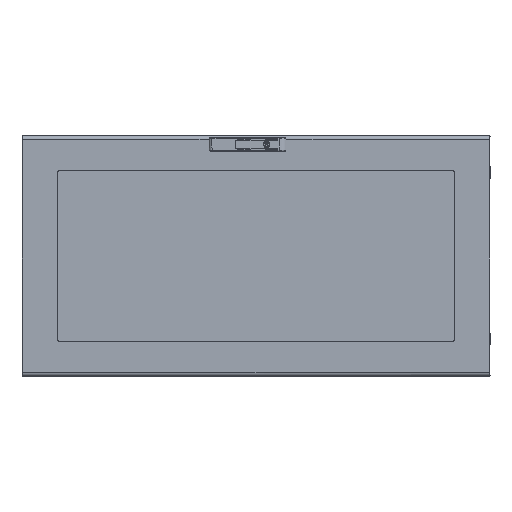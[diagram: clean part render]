
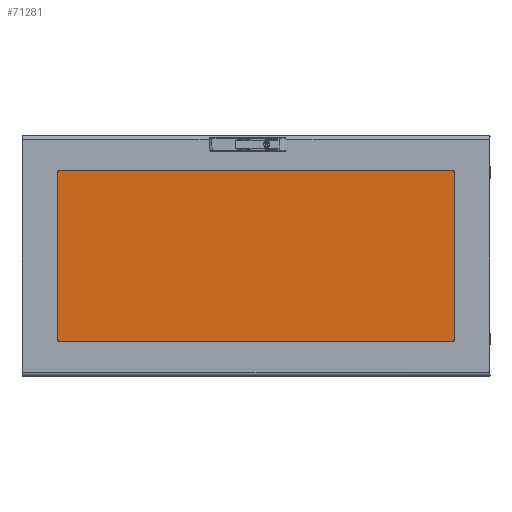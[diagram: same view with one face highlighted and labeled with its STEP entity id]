
A CAD part, top view. The second image highlights one B-rep face of the part: STEP entity #71281.
In plain terms, the highlighted planar face has unit normal (0, 0, 1).
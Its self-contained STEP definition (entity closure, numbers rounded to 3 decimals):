
#8307 = LINE ( 'NONE', #8330, #75696 ) ;
#8326 = LINE ( 'NONE', #8357, #75701 ) ;
#8330 = CARTESIAN_POINT ( 'NONE',  ( -510., 230., 4. ) ) ;
#8333 = LINE ( 'NONE', #8377, #75710 ) ;
#8335 = DIRECTION ( 'NONE',  ( 0., -1., 0. ) ) ;
#8357 = CARTESIAN_POINT ( 'NONE',  ( -510., -230., 4. ) ) ;
#8361 = DIRECTION ( 'NONE',  ( 1., 0., 0. ) ) ;
#8377 = CARTESIAN_POINT ( 'NONE',  ( 510., 230., 4. ) ) ;
#8381 = DIRECTION ( 'NONE',  ( 0., 1., 0. ) ) ;
#8390 = LINE ( 'NONE', #8393, #75725 ) ;
#8393 = CARTESIAN_POINT ( 'NONE',  ( -510., 230., 4. ) ) ;
#8395 = DIRECTION ( 'NONE',  ( -1., 0., 0. ) ) ;
#20314 = ORIENTED_EDGE ( 'NONE', *, *, #120917, .T. ) ;
#20316 = ORIENTED_EDGE ( 'NONE', *, *, #120921, .T. ) ;
#20318 = ORIENTED_EDGE ( 'NONE', *, *, #120924, .T. ) ;
#20320 = ORIENTED_EDGE ( 'NONE', *, *, #120926, .T. ) ;
#49527 = CARTESIAN_POINT ( 'NONE',  ( -510., -230., 4. ) ) ;
#49551 = FACE_OUTER_BOUND ( 'NONE', #87859, .T. ) ;
#49554 = PLANE ( 'NONE',  #75359 ) ;
#49560 = DIRECTION ( 'NONE',  ( 0., 0., 1. ) ) ;
#49563 = DIRECTION ( 'NONE',  ( 1., 0., 0. ) ) ;
#53543 = CARTESIAN_POINT ( 'NONE',  ( -510., -230., 4. ) ) ;
#53562 = CARTESIAN_POINT ( 'NONE',  ( -510., 230., 4. ) ) ;
#53564 = CARTESIAN_POINT ( 'NONE',  ( 510., -230., 4. ) ) ;
#53572 = CARTESIAN_POINT ( 'NONE',  ( 510., 230., 4. ) ) ;
#65705 = VERTEX_POINT ( 'NONE', #53543 ) ;
#65725 = VERTEX_POINT ( 'NONE', #53562 ) ;
#65727 = VERTEX_POINT ( 'NONE', #53564 ) ;
#65735 = VERTEX_POINT ( 'NONE', #53572 ) ;
#71281 = ADVANCED_FACE ( 'NONE', ( #49551 ), #49554, .T. ) ;
#75359 = AXIS2_PLACEMENT_3D ( 'NONE', #49527, #49560, #49563 ) ;
#75696 = VECTOR ( 'NONE', #8335, 1000. ) ;
#75701 = VECTOR ( 'NONE', #8361, 1000. ) ;
#75710 = VECTOR ( 'NONE', #8381, 1000. ) ;
#75725 = VECTOR ( 'NONE', #8395, 1000. ) ;
#87859 = EDGE_LOOP ( 'NONE', ( #20314, #20316, #20318, #20320 ) ) ;
#120917 = EDGE_CURVE ( 'NONE', #65725, #65705, #8307, .T. ) ;
#120921 = EDGE_CURVE ( 'NONE', #65705, #65727, #8326, .T. ) ;
#120924 = EDGE_CURVE ( 'NONE', #65727, #65735, #8333, .T. ) ;
#120926 = EDGE_CURVE ( 'NONE', #65735, #65725, #8390, .T. ) ;
